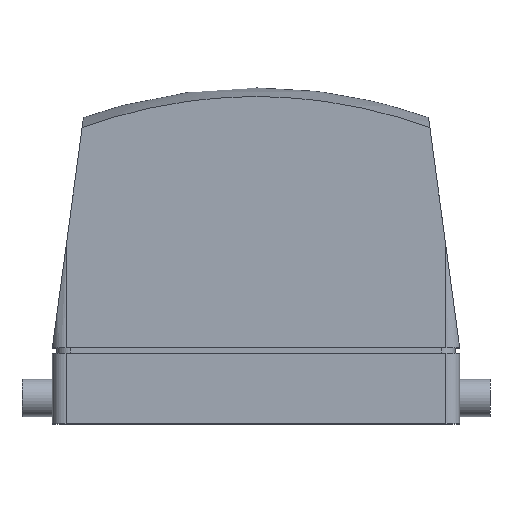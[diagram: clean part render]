
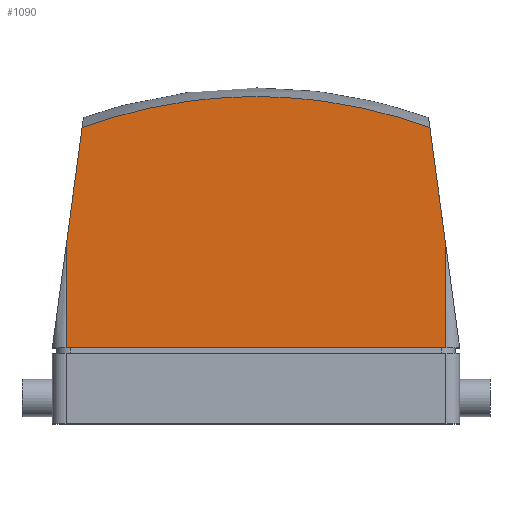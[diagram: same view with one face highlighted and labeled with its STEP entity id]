
A CAD part, top view. The second image highlights one B-rep face of the part: STEP entity #1090.
In plain terms, the highlighted planar face has unit normal (0, 0, 1).
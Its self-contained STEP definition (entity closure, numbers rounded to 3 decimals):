
#154 = PLANE ( 'NONE',  #1288 ) ;
#155 = CARTESIAN_POINT ( 'NONE',  ( 3.2, 65.55, 43.5 ) ) ;
#156 = DIRECTION ( 'NONE',  ( 0., 0., -1. ) ) ;
#157 = DIRECTION ( 'NONE',  ( -1., 0., 0. ) ) ;
#340 = CARTESIAN_POINT ( 'NONE',  ( 3.2, 41.187, 43.5 ) ) ;
#341 = CARTESIAN_POINT ( 'NONE',  ( 3.2, 17.55, 43.5 ) ) ;
#343 = CARTESIAN_POINT ( 'NONE',  ( 6.877, 68.345, 43.5 ) ) ;
#344 = CARTESIAN_POINT ( 'NONE',  ( 87.123, 68.345, 43.5 ) ) ;
#345 = CARTESIAN_POINT ( 'NONE',  ( 90.8, 17.55, 43.5 ) ) ;
#346 = CARTESIAN_POINT ( 'NONE',  ( 90.8, 41.187, 43.5 ) ) ;
#1028 = EDGE_CURVE ( 'NONE', #2018, #2020, #2535, .T. ) ;
#1029 = EDGE_CURVE ( 'NONE', #2020, #2019, #2536, .T. ) ;
#1030 = EDGE_CURVE ( 'NONE', #2015, #2019, #2537, .T. ) ;
#1031 = EDGE_CURVE ( 'NONE', #2017, #2018, #1219, .T. ) ;
#1032 = EDGE_CURVE ( 'NONE', #2014, #2017, #2538, .T. ) ;
#1034 = EDGE_CURVE ( 'NONE', #2014, #2015, #2539, .T. ) ;
#1090 = ADVANCED_FACE ( 'NONE', ( #2594 ), #154, .F. ) ;
#1217 = VECTOR ( 'NONE', #1613, 1000. ) ;
#1218 = VECTOR ( 'NONE', #1615, 1000. ) ;
#1219 = CIRCLE ( 'NONE', #1221, 116.583 ) ;
#1220 = VECTOR ( 'NONE', #1617, 1000. ) ;
#1221 = AXIS2_PLACEMENT_3D ( 'NONE', #1618, #1619, #1620 ) ;
#1223 = VECTOR ( 'NONE', #1622, 1000. ) ;
#1226 = VECTOR ( 'NONE', #1627, 1000. ) ;
#1288 = AXIS2_PLACEMENT_3D ( 'NONE', #155, #156, #157 ) ;
#1612 = CARTESIAN_POINT ( 'NONE',  ( 94., 17.55, 43.5 ) ) ;
#1613 = DIRECTION ( 'NONE',  ( 0.134, -0.991, 0. ) ) ;
#1614 = CARTESIAN_POINT ( 'NONE',  ( 90.8, 65.55, 43.5 ) ) ;
#1615 = DIRECTION ( 'NONE',  ( 0., -1., 0. ) ) ;
#1616 = CARTESIAN_POINT ( 'NONE',  ( 3.2, 17.55, 43.5 ) ) ;
#1617 = DIRECTION ( 'NONE',  ( 1., 0., 0. ) ) ;
#1618 = CARTESIAN_POINT ( 'NONE',  ( 47., -41.117, 43.5 ) ) ;
#1619 = DIRECTION ( 'NONE',  ( 0., 0., -1. ) ) ;
#1620 = DIRECTION ( 'NONE',  ( 1., 0., 0. ) ) ;
#1621 = CARTESIAN_POINT ( 'NONE',  ( 0., 17.55, 43.5 ) ) ;
#1622 = DIRECTION ( 'NONE',  ( 0.134, 0.991, 0. ) ) ;
#1626 = CARTESIAN_POINT ( 'NONE',  ( 3.2, 65.55, 43.5 ) ) ;
#1627 = DIRECTION ( 'NONE',  ( 0., -1., 0. ) ) ;
#1920 = EDGE_LOOP ( 'NONE', ( #2158, #2160, #2159, #2161, #2163, #2162 ) ) ;
#2014 = VERTEX_POINT ( 'NONE', #340 ) ;
#2015 = VERTEX_POINT ( 'NONE', #341 ) ;
#2017 = VERTEX_POINT ( 'NONE', #343 ) ;
#2018 = VERTEX_POINT ( 'NONE', #344 ) ;
#2019 = VERTEX_POINT ( 'NONE', #345 ) ;
#2020 = VERTEX_POINT ( 'NONE', #346 ) ;
#2158 = ORIENTED_EDGE ( 'NONE', *, *, #1031, .F. ) ;
#2159 = ORIENTED_EDGE ( 'NONE', *, *, #1034, .T. ) ;
#2160 = ORIENTED_EDGE ( 'NONE', *, *, #1032, .F. ) ;
#2161 = ORIENTED_EDGE ( 'NONE', *, *, #1030, .T. ) ;
#2162 = ORIENTED_EDGE ( 'NONE', *, *, #1028, .F. ) ;
#2163 = ORIENTED_EDGE ( 'NONE', *, *, #1029, .F. ) ;
#2535 = LINE ( 'NONE', #1612, #1217 ) ;
#2536 = LINE ( 'NONE', #1614, #1218 ) ;
#2537 = LINE ( 'NONE', #1616, #1220 ) ;
#2538 = LINE ( 'NONE', #1621, #1223 ) ;
#2539 = LINE ( 'NONE', #1626, #1226 ) ;
#2594 = FACE_OUTER_BOUND ( 'NONE', #1920, .T. ) ;
